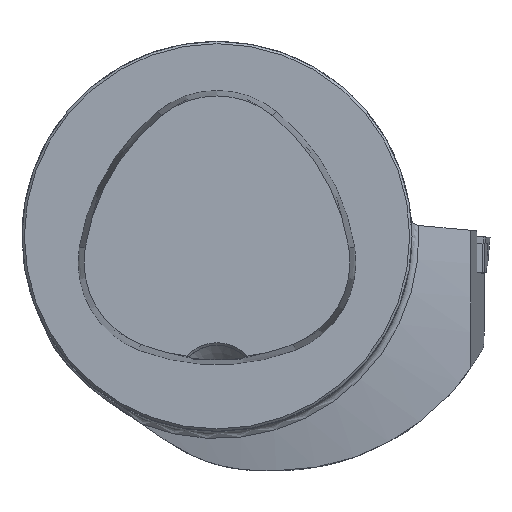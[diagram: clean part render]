
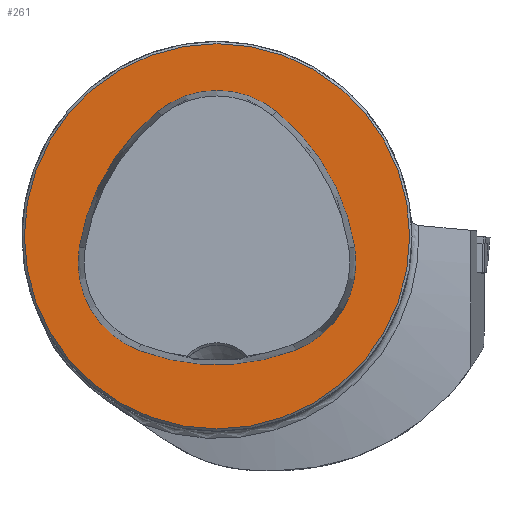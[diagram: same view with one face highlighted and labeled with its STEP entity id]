
A CAD part, top view. The second image highlights one B-rep face of the part: STEP entity #261.
In plain terms, the highlighted planar face has unit normal (0, 0, 1).
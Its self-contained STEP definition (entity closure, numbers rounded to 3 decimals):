
#120=FACE_BOUND('',#579,.T.);
#121=FACE_BOUND('',#580,.T.);
#206=CIRCLE('',#2467,28.075);
#208=CIRCLE('',#2470,28.075);
#209=CIRCLE('',#2471,12.075);
#210=CIRCLE('',#2472,12.075);
#211=CIRCLE('',#2473,28.075);
#212=CIRCLE('',#2474,12.075);
#213=CIRCLE('',#2475,24.7);
#261=ADVANCED_FACE('CU_E_LO_SU_1',(#120,#121),#386,.T.);
#386=PLANE('',#2476);
#579=EDGE_LOOP('',(#986,#987,#988,#989,#990,#991));
#580=EDGE_LOOP('',(#992));
#986=ORIENTED_EDGE('',*,*,#1845,.F.);
#987=ORIENTED_EDGE('',*,*,#1846,.F.);
#988=ORIENTED_EDGE('',*,*,#1838,.F.);
#989=ORIENTED_EDGE('',*,*,#1847,.F.);
#990=ORIENTED_EDGE('',*,*,#1848,.F.);
#991=ORIENTED_EDGE('',*,*,#1849,.F.);
#992=ORIENTED_EDGE('',*,*,#1850,.T.);
#1607=VERTEX_POINT('',#3871);
#1608=VERTEX_POINT('',#3873);
#1614=VERTEX_POINT('',#3905);
#1615=VERTEX_POINT('',#3906);
#1616=VERTEX_POINT('',#3909);
#1617=VERTEX_POINT('',#3911);
#1618=VERTEX_POINT('',#3914);
#1838=EDGE_CURVE('',#1607,#1608,#206,.T.);
#1845=EDGE_CURVE('',#1614,#1615,#208,.T.);
#1846=EDGE_CURVE('',#1608,#1614,#209,.T.);
#1847=EDGE_CURVE('',#1616,#1607,#210,.T.);
#1848=EDGE_CURVE('',#1617,#1616,#211,.T.);
#1849=EDGE_CURVE('',#1615,#1617,#212,.T.);
#1850=EDGE_CURVE('',#1618,#1618,#213,.T.);
#2467=AXIS2_PLACEMENT_3D('',#3872,#2780,#2781);
#2470=AXIS2_PLACEMENT_3D('',#3904,#2787,#2788);
#2471=AXIS2_PLACEMENT_3D('',#3907,#2789,#2790);
#2472=AXIS2_PLACEMENT_3D('',#3908,#2791,#2792);
#2473=AXIS2_PLACEMENT_3D('',#3910,#2793,#2794);
#2474=AXIS2_PLACEMENT_3D('',#3912,#2795,#2796);
#2475=AXIS2_PLACEMENT_3D('',#3913,#2797,#2798);
#2476=AXIS2_PLACEMENT_3D('',#3915,#2799,#2800);
#2780=DIRECTION('',(0.,0.,1.));
#2781=DIRECTION('',(-1.,0.,0.));
#2787=DIRECTION('',(0.,0.,1.));
#2788=DIRECTION('',(-1.,0.,0.));
#2789=DIRECTION('',(0.,0.,1.));
#2790=DIRECTION('',(-1.,0.,0.));
#2791=DIRECTION('',(0.,0.,1.));
#2792=DIRECTION('',(-1.,0.,0.));
#2793=DIRECTION('',(0.,0.,1.));
#2794=DIRECTION('',(-1.,0.,0.));
#2795=DIRECTION('',(0.,0.,1.));
#2796=DIRECTION('',(-1.,0.,0.));
#2797=DIRECTION('',(0.,0.,1.));
#2798=DIRECTION('',(-1.,0.,0.));
#2799=DIRECTION('',(0.,0.,1.));
#2800=DIRECTION('',(-1.,0.,0.));
#3871=CARTESIAN_POINT('',(-10.05,-14.595,0.));
#3872=CARTESIAN_POINT('',(0.,11.62,0.));
#3873=CARTESIAN_POINT('',(10.05,-14.595,0.));
#3904=CARTESIAN_POINT('',(-10.078,-5.807,0.));
#3905=CARTESIAN_POINT('',(17.656,-1.443,0.));
#3906=CARTESIAN_POINT('',(7.606,15.999,0.));
#3907=CARTESIAN_POINT('',(5.727,-3.32,0.));
#3908=CARTESIAN_POINT('',(-5.727,-3.32,0.));
#3909=CARTESIAN_POINT('',(-17.656,-1.443,0.));
#3910=CARTESIAN_POINT('',(10.078,-5.807,0.));
#3911=CARTESIAN_POINT('',(-7.606,15.999,0.));
#3912=CARTESIAN_POINT('',(0.,6.62,0.));
#3913=CARTESIAN_POINT('',(0.,0.,0.));
#3914=CARTESIAN_POINT('',(-24.7,0.,0.));
#3915=CARTESIAN_POINT('',(0.,0.,0.));
